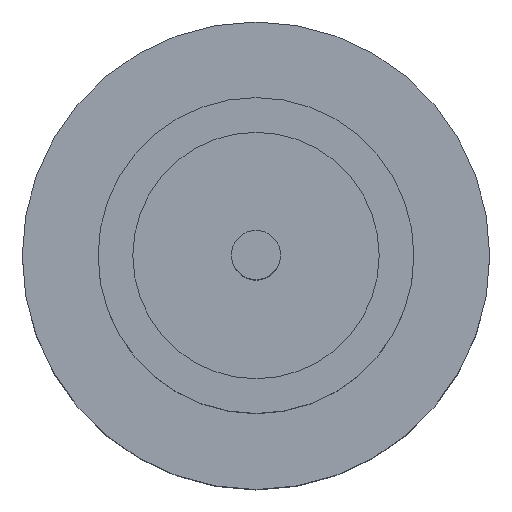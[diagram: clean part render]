
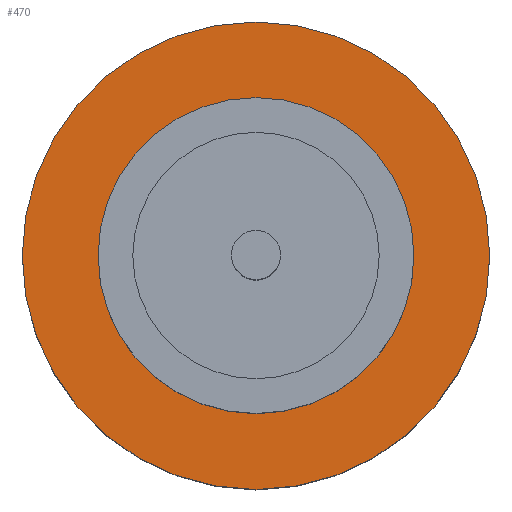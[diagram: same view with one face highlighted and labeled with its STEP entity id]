
A CAD part, top view. The second image highlights one B-rep face of the part: STEP entity #470.
In plain terms, the highlighted planar face has unit normal (0, 0, 1).
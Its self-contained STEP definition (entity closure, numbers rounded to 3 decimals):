
#19 = VERTEX_POINT ( 'NONE', #748 ) ;
#44 = AXIS2_PLACEMENT_3D ( 'NONE', #501, #97, #556 ) ;
#49 = PLANE ( 'NONE',  #205 ) ;
#97 = DIRECTION ( 'NONE',  ( 0., 0., 1. ) ) ;
#106 = CARTESIAN_POINT ( 'NONE',  ( -1.25, 0., 1.55 ) ) ;
#108 = EDGE_LOOP ( 'NONE', ( #664, #218 ) ) ;
#116 = DIRECTION ( 'NONE',  ( 0., 0., 1. ) ) ;
#132 = CIRCLE ( 'NONE', #362, 1.85 ) ;
#164 = ORIENTED_EDGE ( 'NONE', *, *, #675, .T. ) ;
#165 = VERTEX_POINT ( 'NONE', #230 ) ;
#183 = DIRECTION ( 'NONE',  ( 1., 0., 0. ) ) ;
#205 = AXIS2_PLACEMENT_3D ( 'NONE', #238, #383, #503 ) ;
#218 = ORIENTED_EDGE ( 'NONE', *, *, #803, .F. ) ;
#219 = DIRECTION ( 'NONE',  ( 1., 0., 0. ) ) ;
#230 = CARTESIAN_POINT ( 'NONE',  ( 1.85, 0., 1.55 ) ) ;
#238 = CARTESIAN_POINT ( 'NONE',  ( 0., 0., 1.55 ) ) ;
#289 = CIRCLE ( 'NONE', #477, 1.25 ) ;
#293 = DIRECTION ( 'NONE',  ( 0., 0., 1. ) ) ;
#302 = CIRCLE ( 'NONE', #44, 1.85 ) ;
#317 = VERTEX_POINT ( 'NONE', #319 ) ;
#319 = CARTESIAN_POINT ( 'NONE',  ( 1.25, 0., 1.55 ) ) ;
#362 = AXIS2_PLACEMENT_3D ( 'NONE', #624, #293, #219 ) ;
#371 = DIRECTION ( 'NONE',  ( 1., 0., 0. ) ) ;
#383 = DIRECTION ( 'NONE',  ( 0., 0., 1. ) ) ;
#426 = FACE_BOUND ( 'NONE', #108, .T. ) ;
#442 = CARTESIAN_POINT ( 'NONE',  ( 0., 0., 1.55 ) ) ;
#470 = ADVANCED_FACE ( 'NONE', ( #426, #529 ), #49, .T. ) ;
#476 = EDGE_LOOP ( 'NONE', ( #804, #164 ) ) ;
#477 = AXIS2_PLACEMENT_3D ( 'NONE', #442, #514, #183 ) ;
#499 = EDGE_CURVE ( 'NONE', #317, #512, #726, .T. ) ;
#501 = CARTESIAN_POINT ( 'NONE',  ( 0., 0., 1.55 ) ) ;
#503 = DIRECTION ( 'NONE',  ( 1., 0., 0. ) ) ;
#512 = VERTEX_POINT ( 'NONE', #106 ) ;
#514 = DIRECTION ( 'NONE',  ( 0., 0., 1. ) ) ;
#529 = FACE_OUTER_BOUND ( 'NONE', #476, .T. ) ;
#556 = DIRECTION ( 'NONE',  ( 1., 0., 0. ) ) ;
#624 = CARTESIAN_POINT ( 'NONE',  ( 0., 0., 1.55 ) ) ;
#664 = ORIENTED_EDGE ( 'NONE', *, *, #499, .F. ) ;
#671 = EDGE_CURVE ( 'NONE', #19, #165, #302, .T. ) ;
#675 = EDGE_CURVE ( 'NONE', #165, #19, #132, .T. ) ;
#726 = CIRCLE ( 'NONE', #810, 1.25 ) ;
#748 = CARTESIAN_POINT ( 'NONE',  ( -1.85, 0., 1.55 ) ) ;
#763 = CARTESIAN_POINT ( 'NONE',  ( 0., 0., 1.55 ) ) ;
#803 = EDGE_CURVE ( 'NONE', #512, #317, #289, .T. ) ;
#804 = ORIENTED_EDGE ( 'NONE', *, *, #671, .T. ) ;
#810 = AXIS2_PLACEMENT_3D ( 'NONE', #763, #116, #371 ) ;
